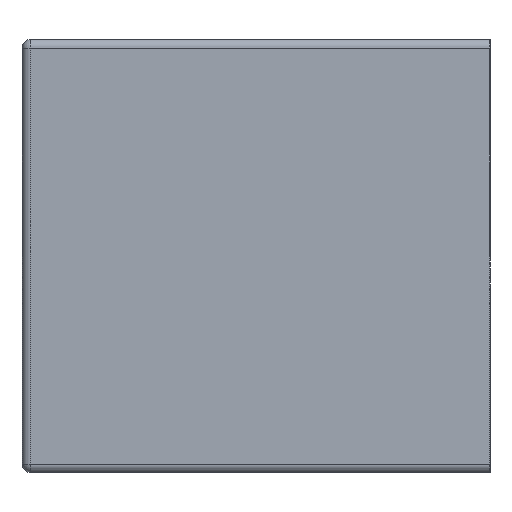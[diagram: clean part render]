
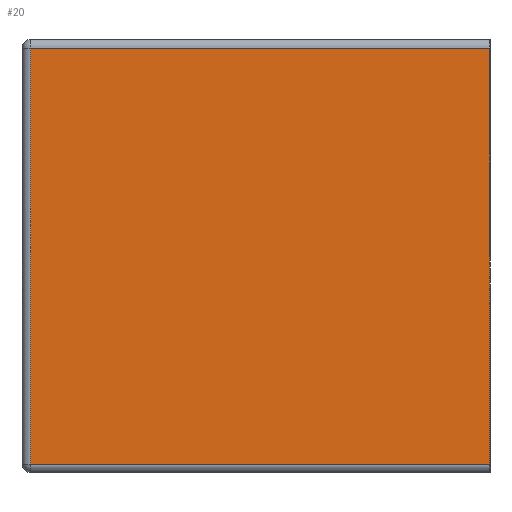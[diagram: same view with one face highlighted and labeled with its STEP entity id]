
A CAD part, left-side view. The second image highlights one B-rep face of the part: STEP entity #20.
In plain terms, the highlighted planar face has unit normal (-1, 0, 0).
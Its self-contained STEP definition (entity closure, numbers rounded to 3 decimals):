
#20 = ADVANCED_FACE ( 'NONE', ( #695 ), #385, .F. ) ;
#46 = CARTESIAN_POINT ( 'NONE',  ( -81.5, 0., -12. ) ) ;
#119 = CARTESIAN_POINT ( 'NONE',  ( -81.5, 27., -12. ) ) ;
#139 = DIRECTION ( 'NONE',  ( 0., 0., -1. ) ) ;
#143 = CARTESIAN_POINT ( 'NONE',  ( -81.5, 26.5, 12.5 ) ) ;
#149 = CARTESIAN_POINT ( 'NONE',  ( -81.5, 0., 12. ) ) ;
#253 = CARTESIAN_POINT ( 'NONE',  ( -81.5, 0., 12.5 ) ) ;
#283 = CARTESIAN_POINT ( 'NONE',  ( -81.5, 27., 12.5 ) ) ;
#325 = DIRECTION ( 'NONE',  ( 0., 1., 0. ) ) ;
#340 = DIRECTION ( 'NONE',  ( 0., -1., 0. ) ) ;
#370 = ORIENTED_EDGE ( 'NONE', *, *, #422, .F. ) ;
#371 = VERTEX_POINT ( 'NONE', #46 ) ;
#385 = PLANE ( 'NONE',  #547 ) ;
#386 = VERTEX_POINT ( 'NONE', #149 ) ;
#410 = VECTOR ( 'NONE', #139, 1000. ) ;
#422 = EDGE_CURVE ( 'NONE', #386, #371, #1066, .T. ) ;
#438 = CARTESIAN_POINT ( 'NONE',  ( -81.5, 26.5, -12. ) ) ;
#447 = VECTOR ( 'NONE', #551, 1000. ) ;
#494 = DIRECTION ( 'NONE',  ( 1., 0., 0. ) ) ;
#523 = EDGE_CURVE ( 'NONE', #708, #604, #1145, .T. ) ;
#537 = LINE ( 'NONE', #840, #823 ) ;
#547 = AXIS2_PLACEMENT_3D ( 'NONE', #283, #494, #613 ) ;
#551 = DIRECTION ( 'NONE',  ( 0., 0., -1. ) ) ;
#604 = VERTEX_POINT ( 'NONE', #438 ) ;
#613 = DIRECTION ( 'NONE',  ( 0., 0., -1. ) ) ;
#623 = VECTOR ( 'NONE', #340, 1000. ) ;
#694 = ORIENTED_EDGE ( 'NONE', *, *, #1112, .T. ) ;
#695 = FACE_OUTER_BOUND ( 'NONE', #1327, .T. ) ;
#708 = VERTEX_POINT ( 'NONE', #1172 ) ;
#823 = VECTOR ( 'NONE', #325, 1000. ) ;
#840 = CARTESIAN_POINT ( 'NONE',  ( -81.5, 26.5, 12. ) ) ;
#908 = ORIENTED_EDGE ( 'NONE', *, *, #1070, .T. ) ;
#1066 = LINE ( 'NONE', #253, #410 ) ;
#1070 = EDGE_CURVE ( 'NONE', #386, #708, #537, .T. ) ;
#1107 = ORIENTED_EDGE ( 'NONE', *, *, #523, .T. ) ;
#1112 = EDGE_CURVE ( 'NONE', #604, #371, #1243, .T. ) ;
#1145 = LINE ( 'NONE', #143, #447 ) ;
#1172 = CARTESIAN_POINT ( 'NONE',  ( -81.5, 26.5, 12. ) ) ;
#1243 = LINE ( 'NONE', #119, #623 ) ;
#1327 = EDGE_LOOP ( 'NONE', ( #1107, #694, #370, #908 ) ) ;
